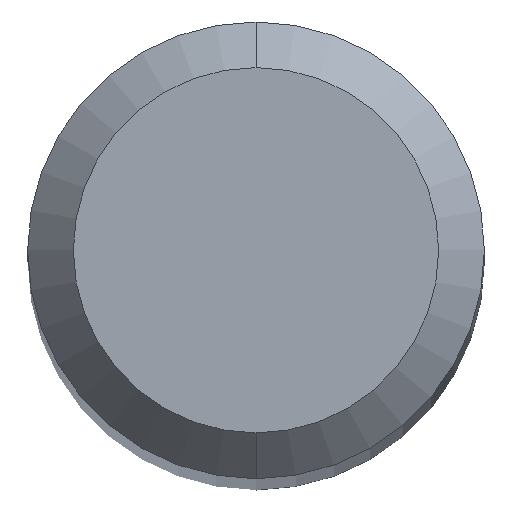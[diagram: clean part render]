
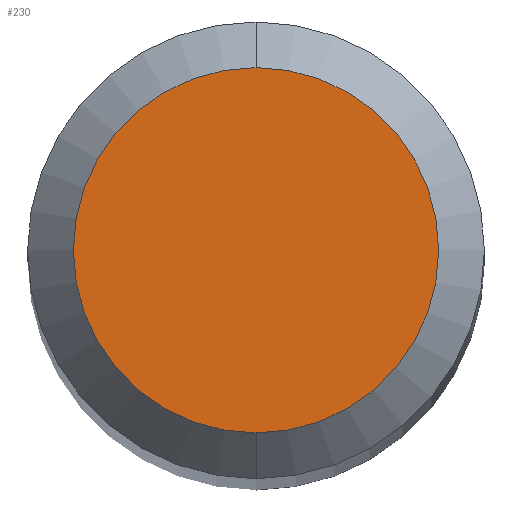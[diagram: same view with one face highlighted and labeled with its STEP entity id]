
A CAD part, top view. The second image highlights one B-rep face of the part: STEP entity #230.
In plain terms, the highlighted planar face has unit normal (0, 0, 1).
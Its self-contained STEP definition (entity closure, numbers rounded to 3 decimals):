
#114=VERTEX_POINT('',#274);
#120=EDGE_CURVE('',#114,#206,#280,.T.);
#206=VERTEX_POINT('',#379);
#230=ADVANCED_FACE('',(#405),#406,.T.);
#232=EDGE_CURVE('',#206,#114,#408,.T.);
#274=CARTESIAN_POINT('',(0.0,1.2,0.0));
#280=CIRCLE('',#452,1.2);
#379=CARTESIAN_POINT('',(0.,-1.2,0.0));
#405=FACE_OUTER_BOUND('',#610,.T.);
#406=PLANE('',#611);
#408=CIRCLE('',#614,1.2);
#452=AXIS2_PLACEMENT_3D('',#654,#655,#656);
#610=EDGE_LOOP('',(#822,#823));
#611=AXIS2_PLACEMENT_3D('',#824,#825,#826);
#614=AXIS2_PLACEMENT_3D('',#827,#828,#829);
#654=CARTESIAN_POINT('',(0.0,0.0,0.0));
#655=DIRECTION('',(0.0,0.0,-1.0));
#656=DIRECTION('',(0.0,1.0,0.0));
#822=ORIENTED_EDGE('',*,*,#120,.F.);
#823=ORIENTED_EDGE('',*,*,#232,.F.);
#824=CARTESIAN_POINT('',(0.0,0.6,0.0));
#825=DIRECTION('',(-0.0,0.0,1.0));
#826=DIRECTION('',(0.0,-1.0,0.0));
#827=CARTESIAN_POINT('',(0.0,0.0,0.0));
#828=DIRECTION('',(0.0,0.0,-1.0));
#829=DIRECTION('',(0.0,1.0,0.0));
